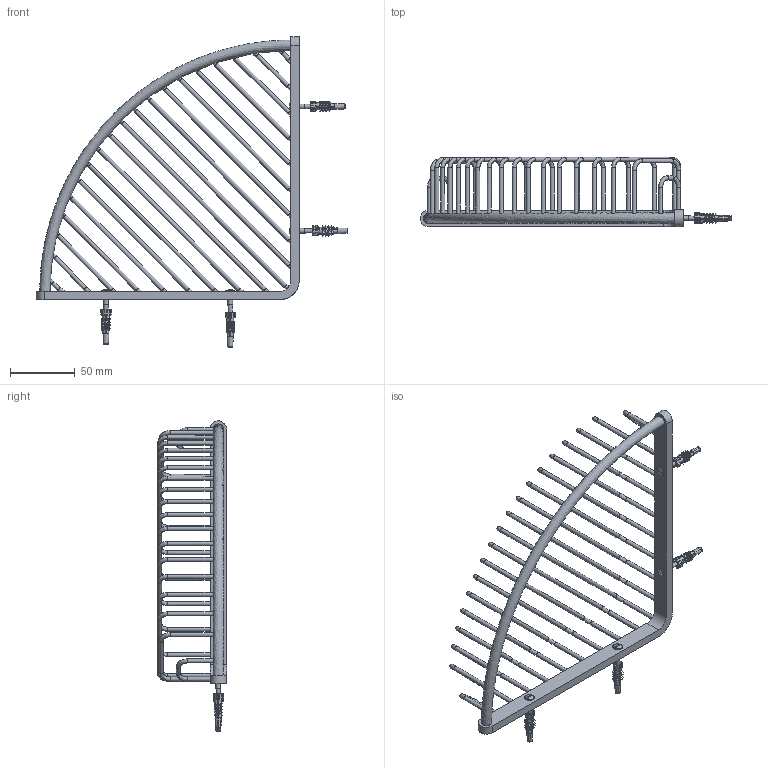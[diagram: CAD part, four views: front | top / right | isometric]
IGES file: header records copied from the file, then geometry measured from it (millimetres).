
Global section: file name: N36-XL; native system: Autodesk Inventor 2018; preprocessor: unknown; author: aduggalther; date: 20171113.075008; units: millimetre
Bounding box: 239.86 x 53.25 x 239.05 mm (x, y, z)
Volume: 77881.4 mm3; surface area: 68959.7 mm2
Topology: 31 solids, 31 shells, 1146 faces, 3328 edges, 2218 vertices
Faces by surface type: bspline 1146
